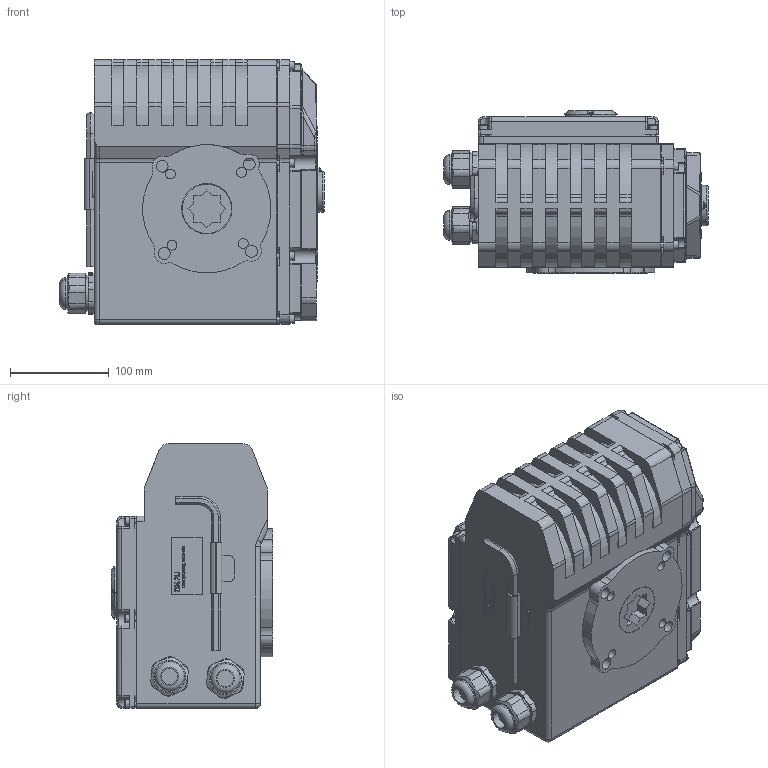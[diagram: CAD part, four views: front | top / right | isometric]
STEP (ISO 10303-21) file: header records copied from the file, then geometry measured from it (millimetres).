
FILE_DESCRIPTION(/* description */ (''),/* implementation_level */ '2;1');
FILE_NAME(/* name */ 'QT-N-080EM_3D_STEP.stp',/* time_stamp */ '2025-12-25T09:07:38+03:00',/* author */ ('igorr'),/* organization */ (''),/* preprocessor_version */ 'ST-DEVELOPER v20',/* originating_system */ 'Autodesk Inventor 2025',/* authorisation */ '');
FILE_SCHEMA (('AUTOMOTIVE_DESIGN { 1 0 10303 214 3 1 1 }'));
Length unit declared in the file: millimetre
Products named in the file (7): Сборка; Деталь; AS 1427 - M3 x 16; AS 1427 - M3 x 5; Деталь1; Деталь1_1; AS 1420 - 1973 - M5 x 30
Assembly tree (23 placements, depth 2):
  Сборка
    Деталь
    AS 1420 - 1973 - M5 x 30  x14
    AS 1427 - M3 x 16  x4
    AS 1427 - M3 x 5
    Деталь1_1  x2
    Деталь1
Bounding box: 268 x 164 x 268 mm (x, y, z)
Volume: 7966708.9 mm3; surface area: 438150.7 mm2
Topology: 24 solids, 24 shells, 1533 faces, 4016 edges, 2636 vertices
Faces by surface type: plane 725, cylinder 344, bspline 263, cone 96, torus 87, sphere 18
Full cylindrical faces by diameter (mm): 2.693 x5, 3 x5, 5 x14, 8.5 x14, 10 x4, 12 x4, 17.008 x2, 29.941 x2, 33.98 x2, 34.486 x2, 40 x1, 41.033 x1, 42.826 x1, 50 x1, 51 x1, 52 x1
Entity records: 42152 total; most frequent: CARTESIAN_POINT 11831, ORIENTED_EDGE 6444, DIRECTION 5276, EDGE_CURVE 3222, VERTEX_POINT 2111, LINE 1856, VECTOR 1856, AXIS2_PLACEMENT_3D 1710
